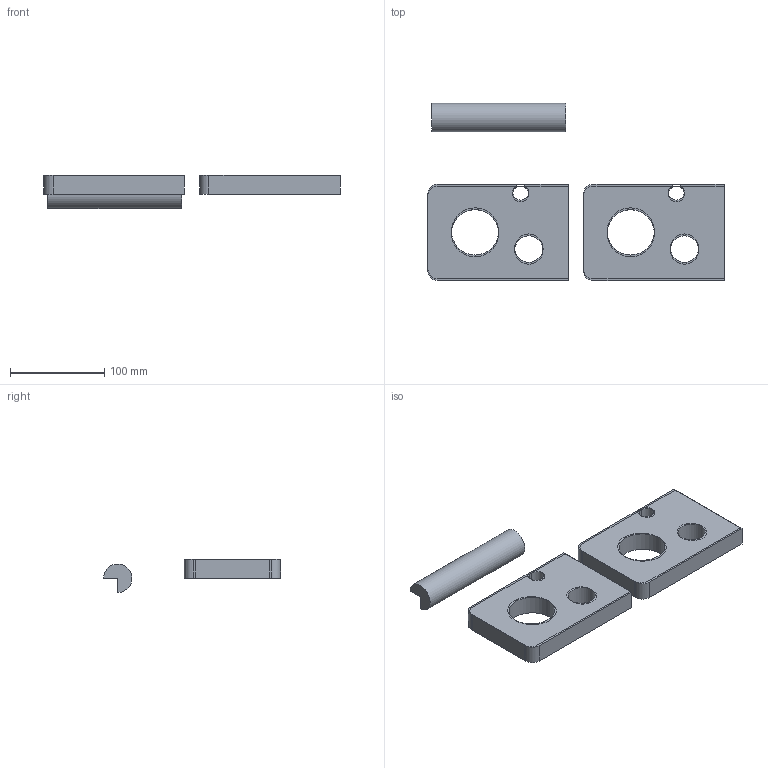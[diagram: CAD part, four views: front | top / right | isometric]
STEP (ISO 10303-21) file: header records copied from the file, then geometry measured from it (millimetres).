
FILE_DESCRIPTION(/* description */ (''),/* implementation_level */ '2;1');
FILE_NAME(/* name */ 'kdkdjskd.step',/* time_stamp */ '2024-03-26T12:28:48+01:00',/* author */ (''),/* organization */ (''),/* preprocessor_version */ 'ST-DEVELOPER v20',/* originating_system */ 'Autodesk Translation Framework v12.20.1.177',/* authorisation */ '');
FILE_SCHEMA (('AUTOMOTIVE_DESIGN { 1 0 10303 214 3 1 1 }'));
Length unit declared in the file: millimetre
Products named in the file (1): kdkdjskd
Bounding box: 314 x 187.62 x 35.08 mm (x, y, z)
Volume: 1033426.5 mm3; surface area: 174646.2 mm2
Topology: 5 solids, 5 shells, 57 faces, 141 edges, 86 vertices
Faces by surface type: plane 32, cylinder 25
Full cylindrical faces by diameter (mm): 30 x4, 50 x4
Entity records: 1750 total; most frequent: DIRECTION 307, CARTESIAN_POINT 285, ORIENTED_EDGE 282, EDGE_CURVE 141, AXIS2_PLACEMENT_3D 108, LINE 91, VECTOR 91, VERTEX_POINT 86
